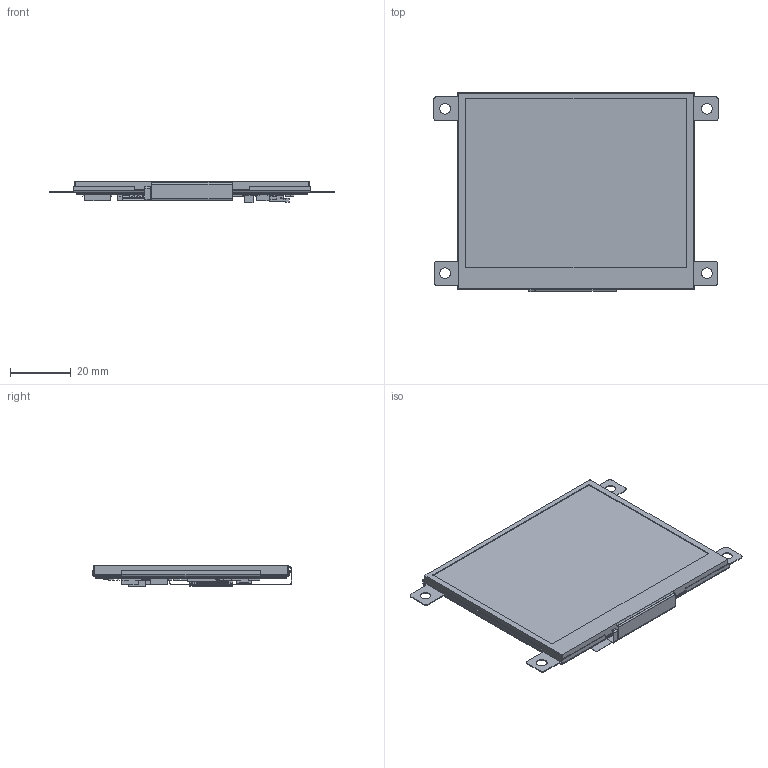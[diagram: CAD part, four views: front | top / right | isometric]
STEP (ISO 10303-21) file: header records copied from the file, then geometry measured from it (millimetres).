
FILE_DESCRIPTION(/* description */ (''),/* implementation_level */ '2;1');
FILE_NAME(/* name */ 'RVT35AHBFWN00.stp',/* time_stamp */ '2019-03-13T04:43:11-08:00',/* author */ ('Riverdi'),/* organization */ (''),/* preprocessor_version */ 'ST-DEVELOPER v16.5',/* originating_system */ 'Autodesk Inventor 2017',/* authorisation */ '');
FILE_SCHEMA (('AUTOMOTIVE_DESIGN { 1 0 10303 214 3 1 1 }'));
Length unit declared in the file: millimetre
Products named in the file (143): RVT35AHBFWN00; RVT3.5A320240TFWN00; RVT3.5A320240TNWN00; Frame; Contacts; Components; Contact2; Connector; FR3.5A00; 35BT81X_A; Board; C37; CN2; 541385984; Extruded_2; C24; U1; 1111346800; Extruded_5; C28; C27; C26; C25; U3; 1106497776; Extruded_8; R43; R1; C19; 964020000; Extruded_9; 964019872; Extruded_10; C20; 964020512; Extruded_12; 964020256; Extruded_11; C21; C22 ...
Assembly tree (325 placements, depth 5):
  RVT35AHBFWN00
    RVT3.5A320240TFWN00
      RVT3.5A320240TNWN00
        Frame
        Contacts
        Components
        Contact2
        Connector
      FR3.5A00
    35BT81X_A
      Board
      C37
        964017952  x2
          Extruded
        964017824
          Extruded_1
      CN2
        541385984
          Extruded_2
      C24
        964020640
          Extruded_3
        964020768  x2
          Extruded_4
      U1
        1111346800
          Extruded_5
      C28
        964020384
          Extruded_6
        964020128  x2
          Extruded_7
      C27
        964020768  x2
          Extruded_4
        964020640
          Extruded_3
      C26
        964020768  x2
          Extruded_4
        964020640
          Extruded_3
      C25
        964020768  x2
          Extruded_4
        964020640
          Extruded_3
      U3
        1106497776
          Extruded_8
      R43
        964020384
          Extruded_6
        964020128  x2
          Extruded_7
      R1
        964020384
          Extruded_6
        964020128  x2
          Extruded_7
Bounding box: 93.5 x 65.35 x 7 mm (x, y, z)
Volume: 19995.8 mm3; surface area: 38270.3 mm2
Topology: 289 solids, 289 shells, 2057 faces, 4396 edges, 2918 vertices
Faces by surface type: plane 1947, cylinder 109, bspline 1
Full cylindrical faces by diameter (mm): 3 x3, 3.5 x4
Entity records: 32051 total; most frequent: DIRECTION 5263, CARTESIAN_POINT 5101, ORIENTED_EDGE 4386, EDGE_CURVE 2193, LINE 1971, VECTOR 1971, AXIS2_PLACEMENT_3D 1646, VERTEX_POINT 1454
